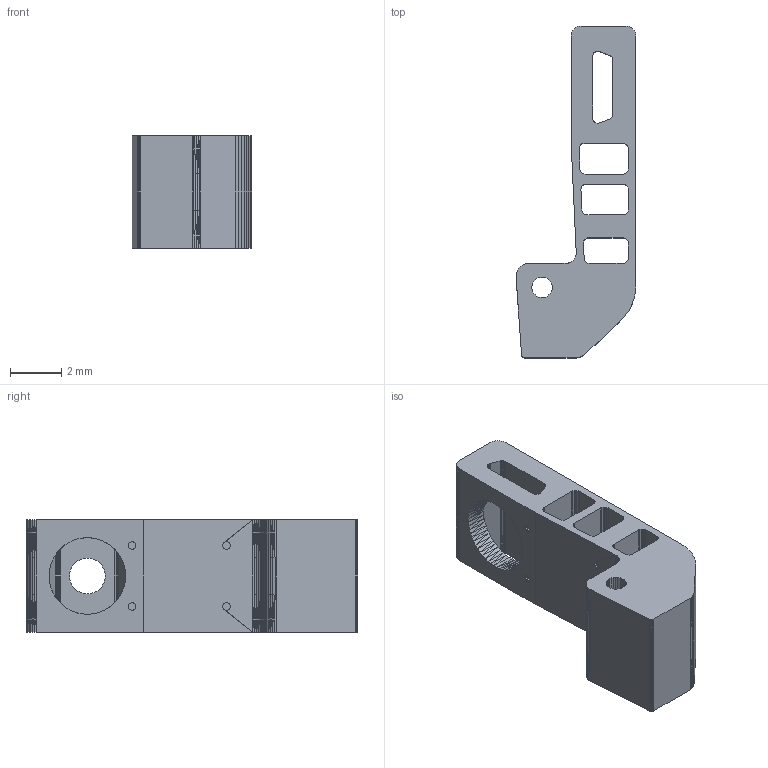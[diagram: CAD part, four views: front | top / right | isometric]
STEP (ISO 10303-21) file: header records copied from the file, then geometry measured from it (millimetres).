
FILE_DESCRIPTION (( 'STEP AP214' ), '1' );
FILE_NAME ('pedal holder.STEP', '2021-02-05T00:24:59', ( '' ), ( '' ), 'SwSTEP 2.0', 'SolidWorks 2019', '' );
FILE_SCHEMA (( 'AUTOMOTIVE_DESIGN' ));
Length unit declared in the file: millimetre
Products named in the file (1): pedal holder
Bounding box: 4.7 x 13 x 4.4 mm (x, y, z)
Volume: 120.2 mm3; surface area: 317.1 mm2
Topology: 1 solids, 1 shells, 878 faces, 1900 edges, 1025 vertices
Faces by surface type: plane 878
Entity records: 22450 total; most frequent: CARTESIAN_POINT 3816, ORIENTED_EDGE 3800, DIRECTION 3654, EDGE_CURVE 1900, LINE 1896, VECTOR 1896, VERTEX_POINT 1025, EDGE_LOOP 893
